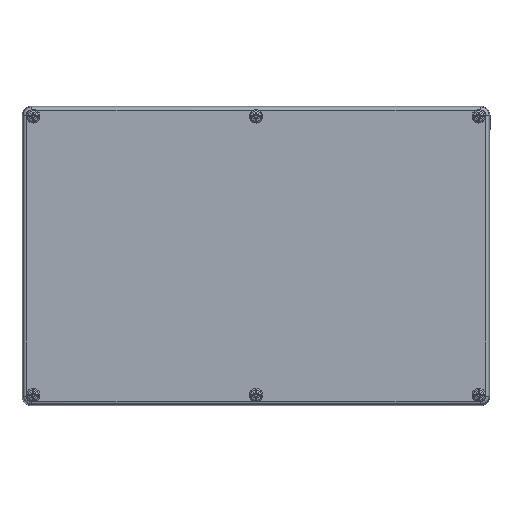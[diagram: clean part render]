
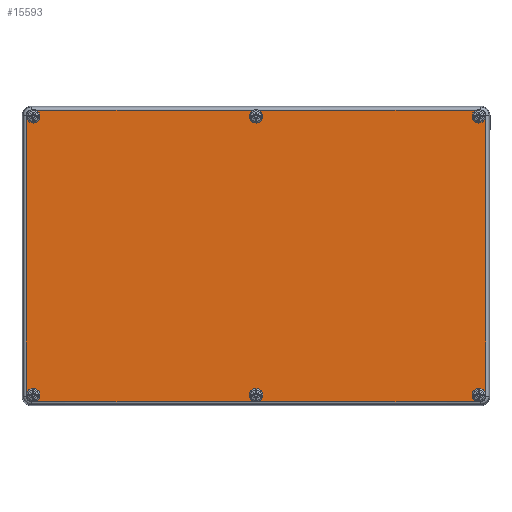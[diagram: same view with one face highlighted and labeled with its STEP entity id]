
A CAD part, top view. The second image highlights one B-rep face of the part: STEP entity #15593.
In plain terms, the highlighted face is planar.
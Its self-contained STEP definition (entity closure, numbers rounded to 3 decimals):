
#13411=CARTESIAN_POINT('',(117.704,-77.859,-75.));
#13412=VERTEX_POINT('',#13411);
#13426=CARTESIAN_POINT('',(120.351,-77.837,-75.0));
#13427=VERTEX_POINT('',#13426);
#13428=CARTESIAN_POINT('',(119.,-74.5,-75.0));
#13429=DIRECTION('',(0.0,0.0,1.0));
#13430=DIRECTION('',(1.0,0.0,0.0));
#13431=AXIS2_PLACEMENT_3D('',#13428,#13429,#13430);
#13432=CIRCLE('',#13431,3.6);
#13433=EDGE_CURVE('',#13427,#13412,#13432,.T.);
#13473=CARTESIAN_POINT('',(-1.296,-77.859,-75.0));
#13474=VERTEX_POINT('',#13473);
#13475=CARTESIAN_POINT('',(1.296,-77.859,-75.0));
#13476=VERTEX_POINT('',#13475);
#13490=CARTESIAN_POINT('',(0.,-74.5,-75.0));
#13491=DIRECTION('',(0.0,0.0,1.0));
#13492=DIRECTION('',(1.0,0.0,0.0));
#13493=AXIS2_PLACEMENT_3D('',#13490,#13491,#13492);
#13494=CIRCLE('',#13493,3.6);
#13495=EDGE_CURVE('',#13476,#13474,#13494,.T.);
#13530=CARTESIAN_POINT('',(-117.704,-77.859,-75.0));
#13531=VERTEX_POINT('',#13530);
#13543=CARTESIAN_POINT('',(-120.351,-77.837,-75.0));
#13544=VERTEX_POINT('',#13543);
#13552=CARTESIAN_POINT('',(-119.,-74.5,-75.0));
#13553=DIRECTION('',(0.0,0.0,1.0));
#13554=DIRECTION('',(1.0,0.0,0.0));
#13555=AXIS2_PLACEMENT_3D('',#13552,#13553,#13554);
#13556=CIRCLE('',#13555,3.6);
#13557=EDGE_CURVE('',#13531,#13544,#13556,.T.);
#13592=CARTESIAN_POINT('',(-120.351,77.837,-75.));
#13593=VERTEX_POINT('',#13592);
#13601=CARTESIAN_POINT('',(-117.704,77.859,-75.));
#13602=VERTEX_POINT('',#13601);
#13614=CARTESIAN_POINT('',(-119.,74.5,-75.0));
#13615=DIRECTION('',(0.0,0.0,1.0));
#13616=DIRECTION('',(1.0,0.0,0.0));
#13617=AXIS2_PLACEMENT_3D('',#13614,#13615,#13616);
#13618=CIRCLE('',#13617,3.6);
#13619=EDGE_CURVE('',#13593,#13602,#13618,.T.);
#13652=CARTESIAN_POINT('',(1.296,77.859,-75.));
#13653=VERTEX_POINT('',#13652);
#13654=CARTESIAN_POINT('',(-1.296,77.859,-75.));
#13655=VERTEX_POINT('',#13654);
#13669=CARTESIAN_POINT('',(0.,74.5,-75.0));
#13670=DIRECTION('',(0.0,0.0,1.0));
#13671=DIRECTION('',(1.0,0.0,0.0));
#13672=AXIS2_PLACEMENT_3D('',#13669,#13670,#13671);
#13673=CIRCLE('',#13672,3.6);
#13674=EDGE_CURVE('',#13655,#13653,#13673,.T.);
#13709=CARTESIAN_POINT('',(117.704,77.859,-75.0));
#13710=VERTEX_POINT('',#13709);
#13722=CARTESIAN_POINT('',(120.351,77.837,-75.0));
#13723=VERTEX_POINT('',#13722);
#13731=CARTESIAN_POINT('',(119.,74.5,-75.0));
#13732=DIRECTION('',(0.0,0.0,1.0));
#13733=DIRECTION('',(1.0,0.0,0.0));
#13734=AXIS2_PLACEMENT_3D('',#13731,#13732,#13733);
#13735=CIRCLE('',#13734,3.6);
#13736=EDGE_CURVE('',#13710,#13723,#13735,.T.);
#13795=CARTESIAN_POINT('',(-117.704,-77.859,-75.0));
#13796=DIRECTION('',(1.0,0.0,0.0));
#13797=VECTOR('',#13796,116.407);
#13798=LINE('',#13795,#13797);
#13799=EDGE_CURVE('',#13531,#13474,#13798,.T.);
#13802=CARTESIAN_POINT('',(1.296,-77.859,-75.0));
#13803=DIRECTION('',(1.0,0.0,0.0));
#13804=VECTOR('',#13803,116.407);
#13805=LINE('',#13802,#13804);
#13806=EDGE_CURVE('',#13476,#13412,#13805,.T.);
#15272=CARTESIAN_POINT('',(122.859,-75.,-75.0));
#15273=VERTEX_POINT('',#15272);
#15274=CARTESIAN_POINT('',(120.0,-75.,-75.0));
#15275=DIRECTION('',(0.0,0.0,1.0));
#15276=DIRECTION('',(0.707,-0.707,0.0));
#15277=AXIS2_PLACEMENT_3D('',#15274,#15275,#15276);
#15278=CIRCLE('',#15277,2.859);
#15279=EDGE_CURVE('',#13427,#15273,#15278,.T.);
#15306=CARTESIAN_POINT('',(122.859,75.,-75.0));
#15307=VERTEX_POINT('',#15306);
#15324=CARTESIAN_POINT('',(122.859,-75.,-75.0));
#15325=DIRECTION('',(0.0,1.0,0.0));
#15326=VECTOR('',#15325,150.);
#15327=LINE('',#15324,#15326);
#15328=EDGE_CURVE('',#15273,#15307,#15327,.T.);
#15356=CARTESIAN_POINT('',(120.0,75.,-75.0));
#15357=DIRECTION('',(0.0,0.0,1.0));
#15358=DIRECTION('',(0.707,0.707,0.0));
#15359=AXIS2_PLACEMENT_3D('',#15356,#15357,#15358);
#15360=CIRCLE('',#15359,2.859);
#15361=EDGE_CURVE('',#15307,#13723,#15360,.T.);
#15389=CARTESIAN_POINT('',(117.704,77.859,-75.0));
#15390=DIRECTION('',(-1.0,0.0,0.0));
#15391=VECTOR('',#15390,116.407);
#15392=LINE('',#15389,#15391);
#15393=EDGE_CURVE('',#13710,#13653,#15392,.T.);
#15396=CARTESIAN_POINT('',(-1.296,77.859,-75.0));
#15397=DIRECTION('',(-1.0,0.0,0.0));
#15398=VECTOR('',#15397,116.407);
#15399=LINE('',#15396,#15398);
#15400=EDGE_CURVE('',#13655,#13602,#15399,.T.);
#15411=CARTESIAN_POINT('',(-122.859,75.,-75.0));
#15412=VERTEX_POINT('',#15411);
#15413=CARTESIAN_POINT('',(-120.0,75.,-75.0));
#15414=DIRECTION('',(0.0,0.0,1.0));
#15415=DIRECTION('',(-0.707,0.707,0.0));
#15416=AXIS2_PLACEMENT_3D('',#15413,#15414,#15415);
#15417=CIRCLE('',#15416,2.859);
#15418=EDGE_CURVE('',#13593,#15412,#15417,.T.);
#15445=CARTESIAN_POINT('',(-122.859,-75.,-75.0));
#15446=VERTEX_POINT('',#15445);
#15463=CARTESIAN_POINT('',(-122.859,75.,-75.0));
#15464=DIRECTION('',(0.0,-1.0,0.0));
#15465=VECTOR('',#15464,150.);
#15466=LINE('',#15463,#15465);
#15467=EDGE_CURVE('',#15412,#15446,#15466,.T.);
#15487=CARTESIAN_POINT('',(-120.0,-75.,-75.0));
#15488=DIRECTION('',(0.0,0.0,1.0));
#15489=DIRECTION('',(-0.707,-0.707,0.0));
#15490=AXIS2_PLACEMENT_3D('',#15487,#15488,#15489);
#15491=CIRCLE('',#15490,2.859);
#15492=EDGE_CURVE('',#15446,#13544,#15491,.T.);
#15570=CARTESIAN_POINT('',(0.,0.,-75.0));
#15571=DIRECTION('',(0.0,0.0,1.0));
#15572=DIRECTION('',(1.0,0.0,0.0));
#15573=AXIS2_PLACEMENT_3D('',#15570,#15571,#15572);
#15574=PLANE('',#15573);
#15575=ORIENTED_EDGE('',*,*,#13433,.T.);
#15576=ORIENTED_EDGE('',*,*,#13806,.F.);
#15577=ORIENTED_EDGE('',*,*,#13495,.T.);
#15578=ORIENTED_EDGE('',*,*,#13799,.F.);
#15579=ORIENTED_EDGE('',*,*,#13557,.T.);
#15580=ORIENTED_EDGE('',*,*,#15492,.F.);
#15581=ORIENTED_EDGE('',*,*,#15467,.F.);
#15582=ORIENTED_EDGE('',*,*,#15418,.F.);
#15583=ORIENTED_EDGE('',*,*,#13619,.T.);
#15584=ORIENTED_EDGE('',*,*,#15400,.F.);
#15585=ORIENTED_EDGE('',*,*,#13674,.T.);
#15586=ORIENTED_EDGE('',*,*,#15393,.F.);
#15587=ORIENTED_EDGE('',*,*,#13736,.T.);
#15588=ORIENTED_EDGE('',*,*,#15361,.F.);
#15589=ORIENTED_EDGE('',*,*,#15328,.F.);
#15590=ORIENTED_EDGE('',*,*,#15279,.F.);
#15591=EDGE_LOOP('',(#15575,#15576,#15577,#15578,#15579,#15580,#15581,#15582,#15583,#15584,#15585,#15586,#15587,#15588,#15589,#15590));
#15592=FACE_OUTER_BOUND('',#15591,.T.);
#15593=ADVANCED_FACE('',(#15592),#15574,.F.);
